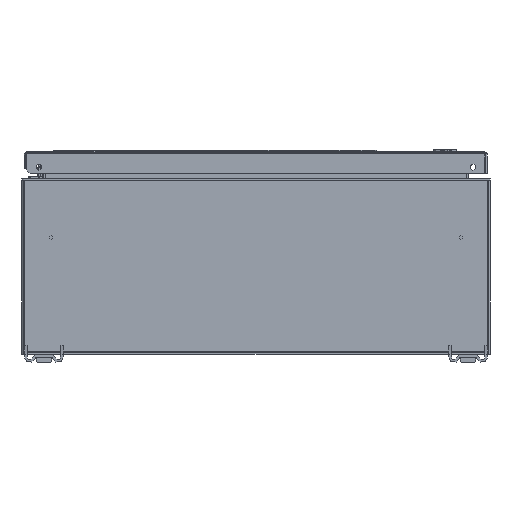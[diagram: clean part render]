
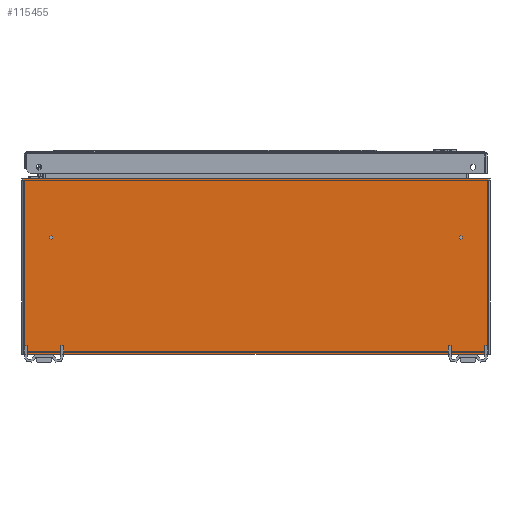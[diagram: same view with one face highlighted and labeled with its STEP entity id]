
A CAD part, front view. The second image highlights one B-rep face of the part: STEP entity #115455.
In plain terms, the highlighted planar face has unit normal (0, -1, 0).
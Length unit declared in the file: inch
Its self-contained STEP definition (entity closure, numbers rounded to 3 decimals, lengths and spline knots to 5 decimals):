
#298 = AXIS2_PLACEMENT_3D ( 'NONE', #221342, #40190, #148002 ) ;
#3605 = CARTESIAN_POINT ( 'NONE',  ( 15., 0., 4. ) ) ;
#4178 = CARTESIAN_POINT ( 'NONE',  ( 15.94, 0., 6. ) ) ;
#4365 = DIRECTION ( 'NONE',  ( 0., -1., 0. ) ) ;
#6307 = CARTESIAN_POINT ( 'NONE',  ( 0.06, 0., 6. ) ) ;
#8583 = DIRECTION ( 'NONE',  ( 0., 0., 1. ) ) ;
#12671 = DIRECTION ( 'NONE',  ( 0., 0., -1. ) ) ;
#16516 = CARTESIAN_POINT ( 'NONE',  ( 0.06, 0., 0. ) ) ;
#16708 = CARTESIAN_POINT ( 'NONE',  ( 15.94, 0., 6. ) ) ;
#16714 = ORIENTED_EDGE ( 'NONE', *, *, #210909, .F. ) ;
#19350 = VERTEX_POINT ( 'NONE', #177224 ) ;
#23031 = VECTOR ( 'NONE', #12671, 39.37008 ) ;
#25183 = PLANE ( 'NONE',  #171113 ) ;
#25752 = VERTEX_POINT ( 'NONE', #166745 ) ;
#25852 = AXIS2_PLACEMENT_3D ( 'NONE', #139273, #211006, #82620 ) ;
#32599 = EDGE_CURVE ( 'NONE', #25752, #111151, #127179, .T. ) ;
#33230 = EDGE_CURVE ( 'NONE', #90248, #111151, #63321, .T. ) ;
#35301 = CARTESIAN_POINT ( 'NONE',  ( 15., 0., 3.9375 ) ) ;
#36037 = VECTOR ( 'NONE', #166335, 39.37008 ) ;
#39190 = DIRECTION ( 'NONE',  ( 0., 0., -1. ) ) ;
#40190 = DIRECTION ( 'NONE',  ( 0., -1., 0. ) ) ;
#40457 = CARTESIAN_POINT ( 'NONE',  ( 15.94, 0., 6. ) ) ;
#48019 = VERTEX_POINT ( 'NONE', #183376 ) ;
#55310 = DIRECTION ( 'NONE',  ( 1., 0., 0. ) ) ;
#63321 = LINE ( 'NONE', #144990, #74599 ) ;
#63946 = EDGE_CURVE ( 'NONE', #19350, #169851, #130838, .T. ) ;
#73924 = ORIENTED_EDGE ( 'NONE', *, *, #202079, .F. ) ;
#74599 = VECTOR ( 'NONE', #55310, 39.37008 ) ;
#74909 = CARTESIAN_POINT ( 'NONE',  ( 1., 0., 4. ) ) ;
#75669 = ORIENTED_EDGE ( 'NONE', *, *, #199120, .F. ) ;
#75928 = CARTESIAN_POINT ( 'NONE',  ( 1., 0., 3.9375 ) ) ;
#77359 = CIRCLE ( 'NONE', #25852, 0.0625 ) ;
#79241 = VECTOR ( 'NONE', #164097, 39.37008 ) ;
#82620 = DIRECTION ( 'NONE',  ( 0., 0., -1. ) ) ;
#90248 = VERTEX_POINT ( 'NONE', #171608 ) ;
#91779 = ORIENTED_EDGE ( 'NONE', *, *, #205761, .T. ) ;
#92992 = VERTEX_POINT ( 'NONE', #35301 ) ;
#93807 = DIRECTION ( 'NONE',  ( 0., -1., 0. ) ) ;
#102210 = EDGE_LOOP ( 'NONE', ( #185108, #16714 ) ) ;
#103213 = FACE_BOUND ( 'NONE', #189194, .T. ) ;
#104432 = VERTEX_POINT ( 'NONE', #207495 ) ;
#108032 = DIRECTION ( 'NONE',  ( 1., 0., 0. ) ) ;
#109971 = LINE ( 'NONE', #16516, #163390 ) ;
#111151 = VERTEX_POINT ( 'NONE', #16708 ) ;
#115455 = ADVANCED_FACE ( 'NONE', ( #128584, #103213, #213117 ), #25183, .F. ) ;
#117463 = ORIENTED_EDGE ( 'NONE', *, *, #209931, .T. ) ;
#120566 = DIRECTION ( 'NONE',  ( 0., 0., -1. ) ) ;
#121653 = AXIS2_PLACEMENT_3D ( 'NONE', #3605, #4365, #39190 ) ;
#125671 = ORIENTED_EDGE ( 'NONE', *, *, #33230, .F. ) ;
#127179 = LINE ( 'NONE', #4178, #79241 ) ;
#128584 = FACE_BOUND ( 'NONE', #102210, .T. ) ;
#128602 = CARTESIAN_POINT ( 'NONE',  ( 15., 0., 4.0625 ) ) ;
#130367 = LINE ( 'NONE', #227990, #23031 ) ;
#130838 = CIRCLE ( 'NONE', #298, 0.0625 ) ;
#139273 = CARTESIAN_POINT ( 'NONE',  ( 15., 0., 4. ) ) ;
#139321 = ORIENTED_EDGE ( 'NONE', *, *, #185353, .T. ) ;
#140138 = LINE ( 'NONE', #40457, #36037 ) ;
#144990 = CARTESIAN_POINT ( 'NONE',  ( 0.06, 0., 6. ) ) ;
#145944 = ORIENTED_EDGE ( 'NONE', *, *, #32599, .T. ) ;
#148002 = DIRECTION ( 'NONE',  ( 0., 0., -1. ) ) ;
#157090 = CARTESIAN_POINT ( 'NONE',  ( 15.94, 0., 0. ) ) ;
#161797 = VECTOR ( 'NONE', #120566, 39.37008 ) ;
#163390 = VECTOR ( 'NONE', #108032, 39.37008 ) ;
#164097 = DIRECTION ( 'NONE',  ( 0., 0., 1. ) ) ;
#164563 = VERTEX_POINT ( 'NONE', #128602 ) ;
#166335 = DIRECTION ( 'NONE',  ( 0., 0., -1. ) ) ;
#166745 = CARTESIAN_POINT ( 'NONE',  ( 15.94, 0., 5.946 ) ) ;
#169851 = VERTEX_POINT ( 'NONE', #75928 ) ;
#171113 = AXIS2_PLACEMENT_3D ( 'NONE', #6307, #188232, #8583 ) ;
#171608 = CARTESIAN_POINT ( 'NONE',  ( 0.06, 0., 6. ) ) ;
#173142 = LINE ( 'NONE', #227743, #161797 ) ;
#177224 = CARTESIAN_POINT ( 'NONE',  ( 1., 0., 4.0625 ) ) ;
#179381 = CIRCLE ( 'NONE', #121653, 0.0625 ) ;
#183376 = CARTESIAN_POINT ( 'NONE',  ( 0.06, 0., 5.946 ) ) ;
#185108 = ORIENTED_EDGE ( 'NONE', *, *, #192943, .F. ) ;
#185353 = EDGE_CURVE ( 'NONE', #90248, #48019, #130367, .T. ) ;
#187870 = CIRCLE ( 'NONE', #230701, 0.0625 ) ;
#188232 = DIRECTION ( 'NONE',  ( 0., 1., 0. ) ) ;
#189194 = EDGE_LOOP ( 'NONE', ( #75669, #200608 ) ) ;
#192943 = EDGE_CURVE ( 'NONE', #92992, #164563, #77359, .T. ) ;
#199120 = EDGE_CURVE ( 'NONE', #169851, #19350, #187870, .T. ) ;
#200608 = ORIENTED_EDGE ( 'NONE', *, *, #63946, .F. ) ;
#201147 = EDGE_LOOP ( 'NONE', ( #125671, #139321, #91779, #117463, #73924, #145944 ) ) ;
#202079 = EDGE_CURVE ( 'NONE', #25752, #219044, #140138, .T. ) ;
#205761 = EDGE_CURVE ( 'NONE', #48019, #104432, #173142, .T. ) ;
#207495 = CARTESIAN_POINT ( 'NONE',  ( 0.06, 0., 0. ) ) ;
#209931 = EDGE_CURVE ( 'NONE', #104432, #219044, #109971, .T. ) ;
#210909 = EDGE_CURVE ( 'NONE', #164563, #92992, #179381, .T. ) ;
#211006 = DIRECTION ( 'NONE',  ( 0., -1., 0. ) ) ;
#213117 = FACE_OUTER_BOUND ( 'NONE', #201147, .T. ) ;
#219044 = VERTEX_POINT ( 'NONE', #157090 ) ;
#221342 = CARTESIAN_POINT ( 'NONE',  ( 1., 0., 4. ) ) ;
#227743 = CARTESIAN_POINT ( 'NONE',  ( 0.06, 0., 6. ) ) ;
#227990 = CARTESIAN_POINT ( 'NONE',  ( 0.06, 0., 6. ) ) ;
#230701 = AXIS2_PLACEMENT_3D ( 'NONE', #74909, #93807, #233192 ) ;
#233192 = DIRECTION ( 'NONE',  ( 0., 0., -1. ) ) ;
